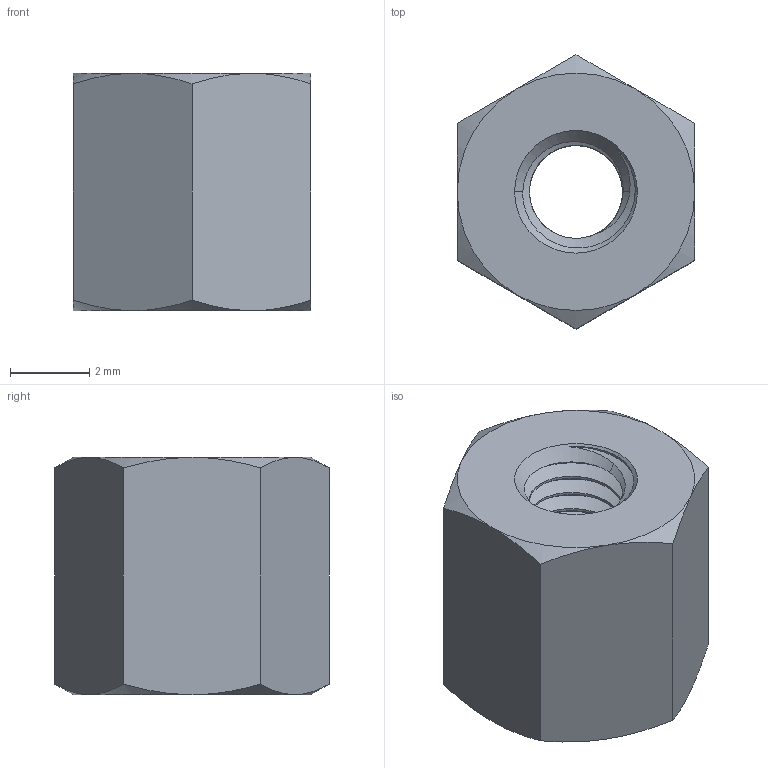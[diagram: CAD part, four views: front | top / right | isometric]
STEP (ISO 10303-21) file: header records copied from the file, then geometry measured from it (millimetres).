
FILE_DESCRIPTION (( 'STEP AP203' ), '1' );
FILE_NAME ('94868A004.step', '2015-07-16T19:15:42', ( '' ), ( '' ), 'SwSTEP 2.0', 'SolidWorks 2010', '' );
FILE_SCHEMA (( 'CONFIG_CONTROL_DESIGN' ));
Length unit declared in the file: millimetre
Products named in the file (1): 94868A004
Bounding box: 6 x 6.93 x 6 mm (x, y, z)
Volume: 152 mm3; surface area: 256.4 mm2
Topology: 1 solids, 1 shells, 54 faces, 144 edges, 92 vertices
Faces by surface type: cylinder 25, cone 18, plane 8, bspline 3
Entity records: 3306 total; most frequent: CARTESIAN_POINT 2110, ORIENTED_EDGE 288, DIRECTION 176, EDGE_CURVE 144, VERTEX_POINT 92, AXIS2_PLACEMENT_3D 70, EDGE_LOOP 56, ADVANCED_FACE 54
